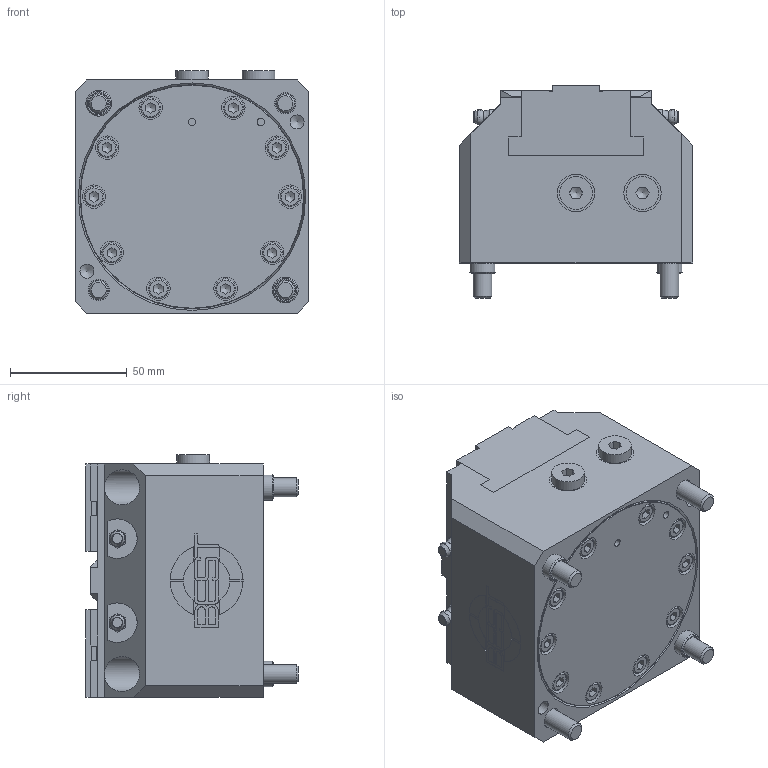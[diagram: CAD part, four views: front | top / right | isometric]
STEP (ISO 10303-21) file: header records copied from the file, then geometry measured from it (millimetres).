
FILE_DESCRIPTION(/* description */ ('Hydr. Zentrierspanner BSH-100'),/* implementation_level */ '2;1');
FILE_NAME(/* name */ '100-0100-001-Kunde (verstellbar).stp',/* time_stamp */ '2023-01-20T08:25:14+01:00',/* author */ ('Chiacchiera'),/* organization */ (''),/* preprocessor_version */ 'ST-DEVELOPER v19.2',/* originating_system */ 'Autodesk Inventor 2023',/* authorisation */ '');
FILE_SCHEMA (('AUTOMOTIVE_DESIGN { 1 0 10303 214 3 1 1 }'));
Length unit declared in the file: millimetre
Products named in the file (3): 100-0100-001-Kunde (verstellbar); 100-0100-001-Basis (verstellbar); 100-0100-001-Backe (verstellbar)
Assembly tree (3 placements, depth 2):
  100-0100-001-Kunde (verstellbar)
    100-0100-001-Basis (verstellbar)
    100-0100-001-Backe (verstellbar)  x2
Bounding box: 100 x 91 x 104 mm (x, y, z)
Volume: 641487.4 mm3; surface area: 101328.6 mm2
Topology: 4 solids, 8 shells, 778 faces, 1908 edges, 1219 vertices
Faces by surface type: plane 488, cylinder 165, cone 91, torus 28, sphere 6
Full cylindrical faces by diameter (mm): 2.459 x4, 3.242 x2, 4 x4, 4.134 x1, 4.917 x20, 6 x3, 7 x2, 8 x8, 8.5 x10, 8.566 x2, 9 x4, 10 x10, 11 x2, 13 x4, 14 x2, 15 x4, 16 x2, 96 x1
Entity records: 21481 total; most frequent: CARTESIAN_POINT 4115, ORIENTED_EDGE 3446, DIRECTION 3410, EDGE_CURVE 1723, AXIS2_PLACEMENT_3D 1198, VERTEX_POINT 1119, LINE 1014, VECTOR 1014
